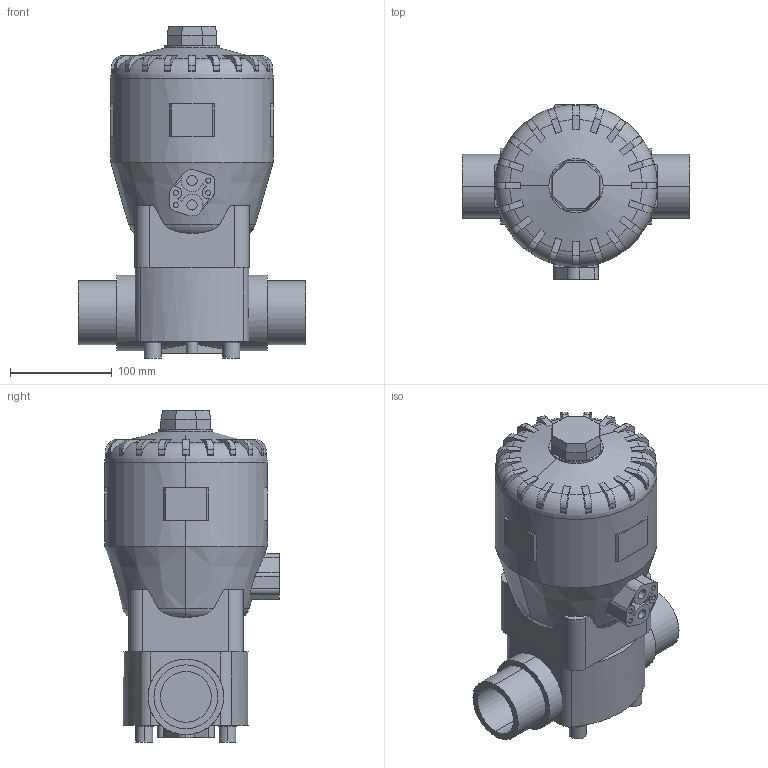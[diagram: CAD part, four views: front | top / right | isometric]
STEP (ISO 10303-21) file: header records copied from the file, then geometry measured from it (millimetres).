
FILE_DESCRIPTION(('STEP AP214'),'1');
FILE_NAME('cctmp_A2D5E370-0B45-4A4B-9013-F7EC1102E2EE_2021_10_26_11_05_33_0128..stp','2021-10-26T09:05:33',('Praher Valves GmbH'),('CADClick - www.CADClick.com'),'Spatial InterOp 3D',' ','unknown authorization');
FILE_SCHEMA(('AUTOMOTIVE_DESIGN'));
Length unit declared in the file: millimetre
Products named in the file (1): 125612
Bounding box: 224 x 172 x 326.95 mm (x, y, z)
Volume: 4835927.2 mm3; surface area: 219677.3 mm2
Topology: 1 solids, 1 shells, 315 faces, 830 edges, 542 vertices
Faces by surface type: plane 185, cylinder 118, torus 8, cone 4
Entity records: 14025 total; most frequent: CARTESIAN_POINT 3717, ORIENTED_EDGE 1660, DIRECTION 1632, EDGE_CURVE 830, AXIS2_PLACEMENT_3D 626, VERTEX_POINT 542, LINE 380, VECTOR 380
